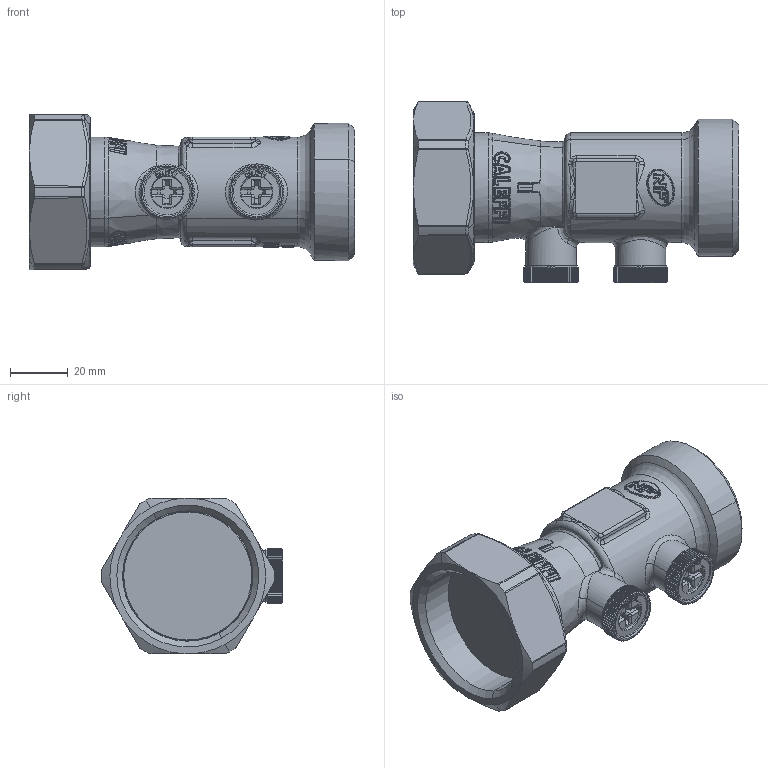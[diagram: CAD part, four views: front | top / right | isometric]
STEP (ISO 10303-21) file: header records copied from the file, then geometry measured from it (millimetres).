
FILE_DESCRIPTION(('CATIA V5 STEP Exchange','CAx-IF Rec.Pracs.--- Model Styling and Organization---1.5--- 2016-08-15','CAx-IF Rec.Pracs.---Supplemental Geometry---1.0---2011-11-01','CAx-IF Rec.Pracs.--- Composite Materials ---3.4---2017-06-13','CAx-IF Rec.Pracs.---Tessellated 3D Geometry---1.0---2015-12-17'),'2;1');
FILE_NAME('STEP_304670_-_TST.stp','2023-05-16T08:35:27+00:00',('none'),('none'),'CATIA Version 5-6 Release 2020 SP5','CATIA V5 STEP AP242 v2','none');
FILE_SCHEMA(('AP242_MANAGED_MODEL_BASED_3D_ENGINEERING_MIM_LF {1 0 10303 442 1 1 4}'));
Products named in the file (1): 304670 - TST
Bounding box: 112.7 x 63.05 x 53.9 mm (x, y, z)
Volume: 145234.8 mm3; surface area: 27758.4 mm2
Topology: 1 solids, 3 shells, 2547 faces, 6485 edges, 3813 vertices
Faces by surface type: bspline 1376, plane 716, cylinder 265, sphere 73, cone 60, torus 57
Entity records: 141650 total; most frequent: CARTESIAN_POINT 95554, ORIENTED_EDGE 12608, EDGE_CURVE 6304, B_SPLINE_CURVE_WITH_KNOTS 3967, DIRECTION 3953, VERTEX_POINT 3813, EDGE_LOOP 2603, ADVANCED_FACE 2547
